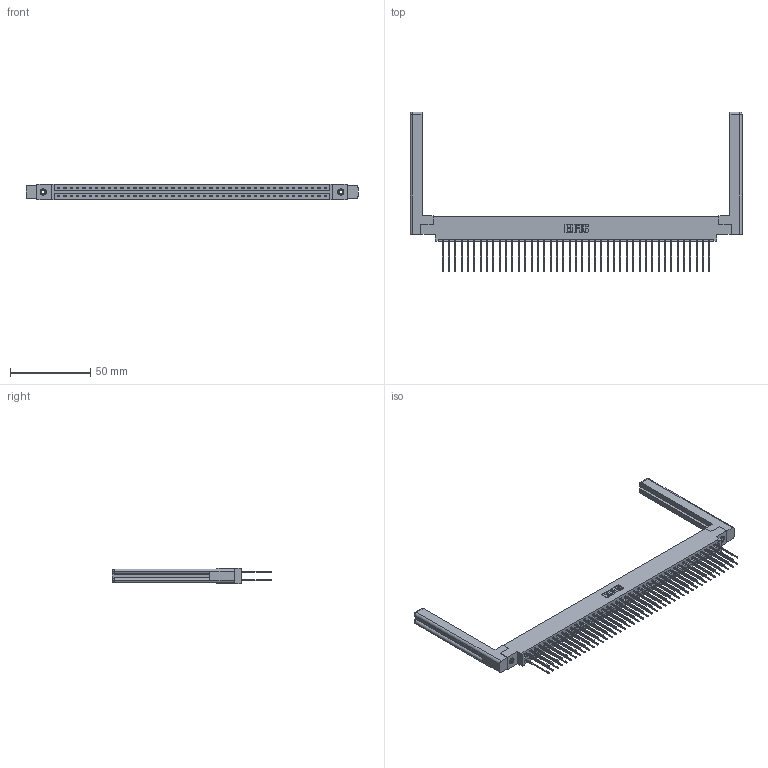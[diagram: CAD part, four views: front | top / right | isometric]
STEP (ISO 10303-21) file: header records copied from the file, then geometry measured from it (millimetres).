
FILE_DESCRIPTION (( 'STEP AP203' ), '1' );
FILE_NAME ('387-086-541-858.STEP', '2019-10-23T03:39:53', ( '' ), ( '' ), 'SwSTEP 2.0', 'SolidWorks 2016', '' );
FILE_SCHEMA (( 'CONFIG_CONTROL_DESIGN' ));
Length unit declared in the file: inch
Products named in the file (5): 387-086-541-858; 345-292-001_345-293-141; 307-220-058; 337 Part_0.170 Offset - 0.156 Dia-TI; 345-250-001_345-250-001-102
Assembly tree (91 placements, depth 2):
  387-086-541-858
    337 Part_0.170 Offset - 0.156 Dia-TI
    345-292-001_345-293-141  x86
    345-250-001_345-250-001-102  x2
    307-220-058  x2
Bounding box: 207.01 x 99.7 x 9.4 mm (x, y, z)
Volume: 29347.9 mm3; surface area: 32744.3 mm2
Topology: 91 solids, 91 shells, 4904 faces, 14523 edges, 9554 vertices
Faces by surface type: plane 3426, cylinder 1454, cone 12, torus 12
Entity records: 35994 total; most frequent: CARTESIAN_POINT 6073, ORIENTED_EDGE 5948, DIRECTION 5178, EDGE_CURVE 2974, LINE 2798, VECTOR 2798, VERTEX_POINT 1974, AXIS2_PLACEMENT_3D 1190
